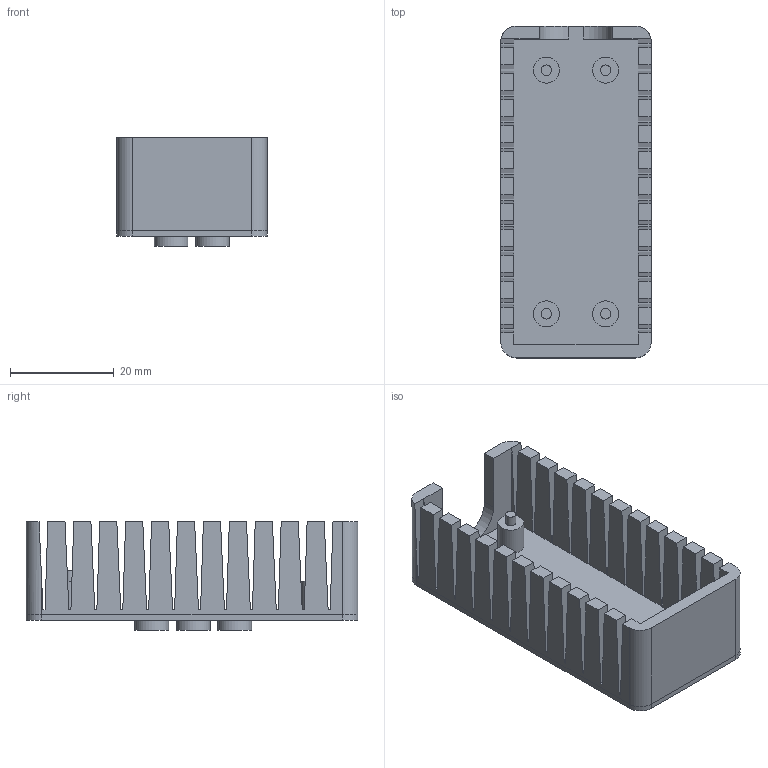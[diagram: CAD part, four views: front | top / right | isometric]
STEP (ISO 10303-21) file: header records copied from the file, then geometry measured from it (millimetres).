
FILE_DESCRIPTION(/* description */ (''),/* implementation_level */ '2;1');
FILE_NAME(/* name */ 'Raspberry Pi Pico Case.step',/* time_stamp */ '2021-08-11T13:51:25-04:00',/* author */ (''),/* organization */ (''),/* preprocessor_version */ 'ST-DEVELOPER v18.1',/* originating_system */ 'Autodesk Translation Framework v10.9.0.1377',/* authorisation */ '');
FILE_SCHEMA (('AUTOMOTIVE_DESIGN { 1 0 10303 214 3 1 1 }'));
Length unit declared in the file: millimetre
Products named in the file (1): Raspberry Pico Lego
Bounding box: 29 x 64 x 21 mm (x, y, z)
Volume: 10031.4 mm3; surface area: 15210.2 mm2
Topology: 2 solids, 2 shells, 166 faces, 424 edges, 282 vertices
Faces by surface type: plane 136, cylinder 30
Full cylindrical faces by diameter (mm): 2 x4, 5 x10, 6.5 x6
Entity records: 5006 total; most frequent: CARTESIAN_POINT 873, ORIENTED_EDGE 848, DIRECTION 820, EDGE_CURVE 424, LINE 362, VECTOR 362, VERTEX_POINT 282, AXIS2_PLACEMENT_3D 229
